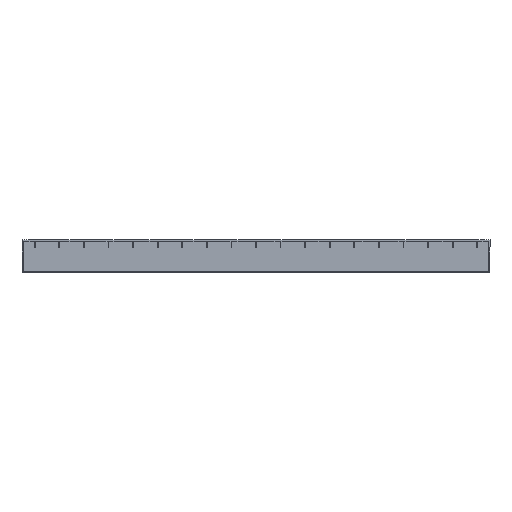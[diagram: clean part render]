
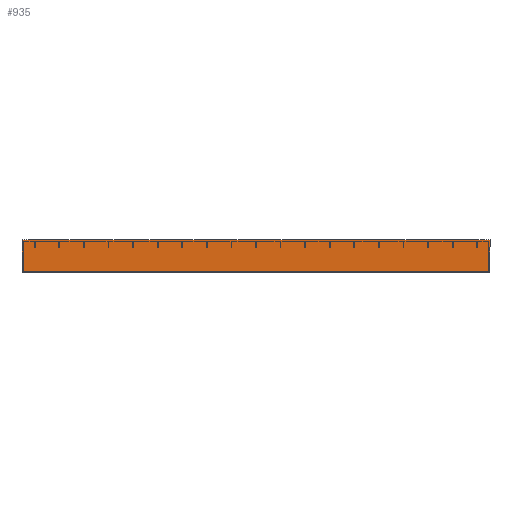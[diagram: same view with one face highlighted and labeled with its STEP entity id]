
A CAD part, top view. The second image highlights one B-rep face of the part: STEP entity #935.
In plain terms, the highlighted planar face has unit normal (0, 0, 1).
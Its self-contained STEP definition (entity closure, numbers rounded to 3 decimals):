
#512 = ORIENTED_EDGE ( 'NONE', *, *, #9856, .F. ) ;
#859 = EDGE_LOOP ( 'NONE', ( #13926, #2276, #512, #48002 ) ) ;
#935 = ADVANCED_FACE ( 'NONE', ( #35055 ), #29974, .F. ) ;
#1759 = CARTESIAN_POINT ( 'NONE',  ( 590., 20., 0. ) ) ;
#2276 = ORIENTED_EDGE ( 'NONE', *, *, #54195, .F. ) ;
#5654 = VERTEX_POINT ( 'NONE', #55382 ) ;
#8352 = EDGE_CURVE ( 'NONE', #5654, #39247, #19688, .T. ) ;
#9856 = EDGE_CURVE ( 'NONE', #39247, #27054, #16726, .T. ) ;
#10142 = EDGE_CURVE ( 'NONE', #5654, #42890, #13308, .T. ) ;
#10442 = DIRECTION ( 'NONE',  ( -1., 0., 0. ) ) ;
#12594 = VECTOR ( 'NONE', #10442, 1000. ) ;
#13308 = LINE ( 'NONE', #1759, #12594 ) ;
#13926 = ORIENTED_EDGE ( 'NONE', *, *, #10142, .T. ) ;
#15381 = VECTOR ( 'NONE', #17633, 1000. ) ;
#16726 = LINE ( 'NONE', #43135, #15381 ) ;
#17633 = DIRECTION ( 'NONE',  ( -1., 0., 0. ) ) ;
#19688 = LINE ( 'NONE', #54200, #27080 ) ;
#23143 = CARTESIAN_POINT ( 'NONE',  ( 0., 6.667, 0. ) ) ;
#23330 = CARTESIAN_POINT ( 'NONE',  ( 0., -20., 0. ) ) ;
#24261 = CARTESIAN_POINT ( 'NONE',  ( 590., -20., 0. ) ) ;
#26006 = DIRECTION ( 'NONE',  ( 0., 0., -1. ) ) ;
#27054 = VERTEX_POINT ( 'NONE', #33502 ) ;
#27080 = VECTOR ( 'NONE', #41781, 1000. ) ;
#28679 = B_SPLINE_CURVE_WITH_KNOTS ( 'NONE', 3,
 ( #23330, #40733, #23143, #36532 ),
 .UNSPECIFIED., .F., .F.,
 ( 4, 4 ),
 ( 0., 1. ),
 .UNSPECIFIED. ) ;
#29974 = PLANE ( 'NONE',  #40612 ) ;
#30168 = CARTESIAN_POINT ( 'NONE',  ( 590., 20., 0. ) ) ;
#33502 = CARTESIAN_POINT ( 'NONE',  ( 0., -20., 0. ) ) ;
#34875 = DIRECTION ( 'NONE',  ( 0., 1., 0. ) ) ;
#35055 = FACE_OUTER_BOUND ( 'NONE', #859, .T. ) ;
#36532 = CARTESIAN_POINT ( 'NONE',  ( 0., 20., 0. ) ) ;
#39247 = VERTEX_POINT ( 'NONE', #24261 ) ;
#40612 = AXIS2_PLACEMENT_3D ( 'NONE', #30168, #26006, #34875 ) ;
#40733 = CARTESIAN_POINT ( 'NONE',  ( 0., -6.667, 0. ) ) ;
#41781 = DIRECTION ( 'NONE',  ( 0., -1., 0. ) ) ;
#42890 = VERTEX_POINT ( 'NONE', #51733 ) ;
#43135 = CARTESIAN_POINT ( 'NONE',  ( 590., -20., 0. ) ) ;
#48002 = ORIENTED_EDGE ( 'NONE', *, *, #8352, .F. ) ;
#51733 = CARTESIAN_POINT ( 'NONE',  ( 0., 20., 0. ) ) ;
#54195 = EDGE_CURVE ( 'NONE', #27054, #42890, #28679, .T. ) ;
#54200 = CARTESIAN_POINT ( 'NONE',  ( 590., 20., 0. ) ) ;
#55382 = CARTESIAN_POINT ( 'NONE',  ( 590., 20., 0. ) ) ;
